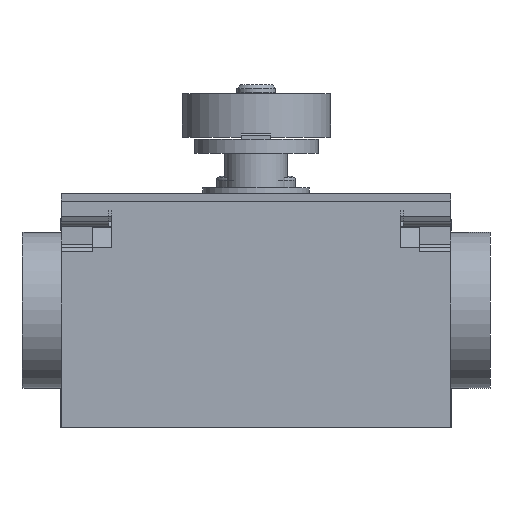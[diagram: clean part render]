
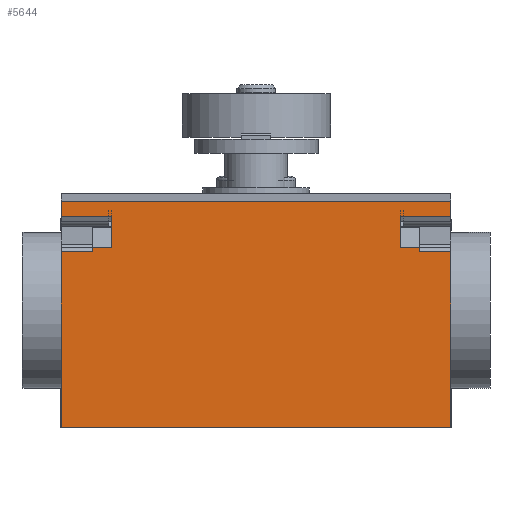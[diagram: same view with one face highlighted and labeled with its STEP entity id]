
A CAD part, front view. The second image highlights one B-rep face of the part: STEP entity #5644.
In plain terms, the highlighted planar face has unit normal (0, -1, 0).
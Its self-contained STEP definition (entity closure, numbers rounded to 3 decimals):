
#4955=CARTESIAN_POINT('',(43.5,0.,22.999));
#4956=VERTEX_POINT('',#4955);
#4990=CARTESIAN_POINT('',(43.5,0.,27.0));
#4991=VERTEX_POINT('',#4990);
#4998=CARTESIAN_POINT('',(43.5,0.,22.999));
#4999=DIRECTION('',(0.0,0.0,1.0));
#5000=VECTOR('',#4999,4.001);
#5001=LINE('',#4998,#5000);
#5002=EDGE_CURVE('',#4956,#4991,#5001,.T.);
#5012=CARTESIAN_POINT('',(6.5,0.,27.0));
#5013=VERTEX_POINT('',#5012);
#5049=CARTESIAN_POINT('',(6.5,0.,22.999));
#5050=VERTEX_POINT('',#5049);
#5057=CARTESIAN_POINT('',(6.5,0.,27.0));
#5058=DIRECTION('',(0.0,0.0,-1.0));
#5059=VECTOR('',#5058,4.001);
#5060=LINE('',#5057,#5059);
#5061=EDGE_CURVE('',#5013,#5050,#5060,.T.);
#5125=CARTESIAN_POINT('',(0.0,0.,27.0));
#5126=VERTEX_POINT('',#5125);
#5133=CARTESIAN_POINT('',(0.0,0.,29.0));
#5134=VERTEX_POINT('',#5133);
#5135=CARTESIAN_POINT('',(0.0,0.,27.0));
#5136=DIRECTION('',(0.0,0.0,1.0));
#5137=VECTOR('',#5136,2.0);
#5138=LINE('',#5135,#5137);
#5139=EDGE_CURVE('',#5126,#5134,#5138,.T.);
#5165=CARTESIAN_POINT('',(0.0,0.0,0.0));
#5166=VERTEX_POINT('',#5165);
#5173=CARTESIAN_POINT('',(0.0,0.,22.5));
#5174=VERTEX_POINT('',#5173);
#5175=CARTESIAN_POINT('',(0.0,0.,0.0));
#5176=DIRECTION('',(0.0,0.0,1.0));
#5177=VECTOR('',#5176,22.5);
#5178=LINE('',#5175,#5177);
#5179=EDGE_CURVE('',#5166,#5174,#5178,.T.);
#5224=CARTESIAN_POINT('',(6.5,0.,27.0));
#5225=DIRECTION('',(-1.0,0.0,0.0));
#5226=VECTOR('',#5225,6.5);
#5227=LINE('',#5224,#5226);
#5228=EDGE_CURVE('',#5013,#5126,#5227,.T.);
#5457=CARTESIAN_POINT('',(4.0,0.,22.5));
#5458=VERTEX_POINT('',#5457);
#5466=CARTESIAN_POINT('',(4.0,0.,22.999));
#5467=VERTEX_POINT('',#5466);
#5468=CARTESIAN_POINT('',(4.0,0.,22.5));
#5469=DIRECTION('',(0.0,0.0,1.0));
#5470=VECTOR('',#5469,0.499);
#5471=LINE('',#5468,#5470);
#5472=EDGE_CURVE('',#5458,#5467,#5471,.T.);
#5500=CARTESIAN_POINT('',(6.5,0.,22.999));
#5501=DIRECTION('',(-1.0,0.0,0.0));
#5502=VECTOR('',#5501,2.5);
#5503=LINE('',#5500,#5502);
#5504=EDGE_CURVE('',#5050,#5467,#5503,.T.);
#5534=CARTESIAN_POINT('',(0.0,0.,22.5));
#5535=DIRECTION('',(1.0,0.0,0.0));
#5536=VECTOR('',#5535,4.0);
#5537=LINE('',#5534,#5536);
#5538=EDGE_CURVE('',#5174,#5458,#5537,.T.);
#5550=CARTESIAN_POINT('',(50.,0.,29.0));
#5551=VERTEX_POINT('',#5550);
#5552=CARTESIAN_POINT('',(0.0,0.,29.));
#5553=DIRECTION('',(1.0,0.0,0.0));
#5554=VECTOR('',#5553,50.);
#5555=LINE('',#5552,#5554);
#5556=EDGE_CURVE('',#5134,#5551,#5555,.T.);
#5576=CARTESIAN_POINT('',(41.1,0.,0.));
#5577=DIRECTION('',(0.0,-1.0,0.0));
#5578=DIRECTION('',(0.0,0.0,1.0));
#5579=AXIS2_PLACEMENT_3D('',#5576,#5577,#5578);
#5580=PLANE('',#5579);
#5581=CARTESIAN_POINT('',(50.,0.0,0.0));
#5582=VERTEX_POINT('',#5581);
#5583=CARTESIAN_POINT('',(0.0,0.,0.));
#5584=DIRECTION('',(1.0,0.0,0.0));
#5585=VECTOR('',#5584,50.);
#5586=LINE('',#5583,#5585);
#5587=EDGE_CURVE('',#5166,#5582,#5586,.T.);
#5588=ORIENTED_EDGE('',*,*,#5587,.T.);
#5589=CARTESIAN_POINT('',(50.,0.,22.5));
#5590=VERTEX_POINT('',#5589);
#5591=CARTESIAN_POINT('',(50.,0.,0.0));
#5592=DIRECTION('',(0.0,0.0,1.0));
#5593=VECTOR('',#5592,22.5);
#5594=LINE('',#5591,#5593);
#5595=EDGE_CURVE('',#5582,#5590,#5594,.T.);
#5596=ORIENTED_EDGE('',*,*,#5595,.T.);
#5597=CARTESIAN_POINT('',(46.,0.,22.5));
#5598=VERTEX_POINT('',#5597);
#5599=CARTESIAN_POINT('',(50.,0.,22.5));
#5600=DIRECTION('',(-1.0,0.0,0.0));
#5601=VECTOR('',#5600,4.0);
#5602=LINE('',#5599,#5601);
#5603=EDGE_CURVE('',#5590,#5598,#5602,.T.);
#5604=ORIENTED_EDGE('',*,*,#5603,.T.);
#5605=CARTESIAN_POINT('',(46.,0.,22.999));
#5606=VERTEX_POINT('',#5605);
#5607=CARTESIAN_POINT('',(46.,0.,22.5));
#5608=DIRECTION('',(0.0,0.0,1.0));
#5609=VECTOR('',#5608,0.499);
#5610=LINE('',#5607,#5609);
#5611=EDGE_CURVE('',#5598,#5606,#5610,.T.);
#5612=ORIENTED_EDGE('',*,*,#5611,.T.);
#5613=CARTESIAN_POINT('',(43.5,0.,22.999));
#5614=DIRECTION('',(1.0,0.0,0.0));
#5615=VECTOR('',#5614,2.5);
#5616=LINE('',#5613,#5615);
#5617=EDGE_CURVE('',#4956,#5606,#5616,.T.);
#5618=ORIENTED_EDGE('',*,*,#5617,.F.);
#5619=ORIENTED_EDGE('',*,*,#5002,.T.);
#5620=CARTESIAN_POINT('',(50.,0.,27.0));
#5621=VERTEX_POINT('',#5620);
#5622=CARTESIAN_POINT('',(43.5,0.,27.0));
#5623=DIRECTION('',(1.0,0.0,0.0));
#5624=VECTOR('',#5623,6.5);
#5625=LINE('',#5622,#5624);
#5626=EDGE_CURVE('',#4991,#5621,#5625,.T.);
#5627=ORIENTED_EDGE('',*,*,#5626,.T.);
#5628=CARTESIAN_POINT('',(50.,0.,27.0));
#5629=DIRECTION('',(0.0,0.0,1.0));
#5630=VECTOR('',#5629,2.0);
#5631=LINE('',#5628,#5630);
#5632=EDGE_CURVE('',#5621,#5551,#5631,.T.);
#5633=ORIENTED_EDGE('',*,*,#5632,.T.);
#5634=ORIENTED_EDGE('',*,*,#5556,.F.);
#5635=ORIENTED_EDGE('',*,*,#5139,.F.);
#5636=ORIENTED_EDGE('',*,*,#5228,.F.);
#5637=ORIENTED_EDGE('',*,*,#5061,.T.);
#5638=ORIENTED_EDGE('',*,*,#5504,.T.);
#5639=ORIENTED_EDGE('',*,*,#5472,.F.);
#5640=ORIENTED_EDGE('',*,*,#5538,.F.);
#5641=ORIENTED_EDGE('',*,*,#5179,.F.);
#5642=EDGE_LOOP('',(#5588,#5596,#5604,#5612,#5618,#5619,#5627,#5633,#5634,#5635,#5636,#5637,#5638,#5639,#5640,#5641));
#5643=FACE_OUTER_BOUND('',#5642,.T.);
#5644=ADVANCED_FACE('',(#5643),#5580,.T.);
